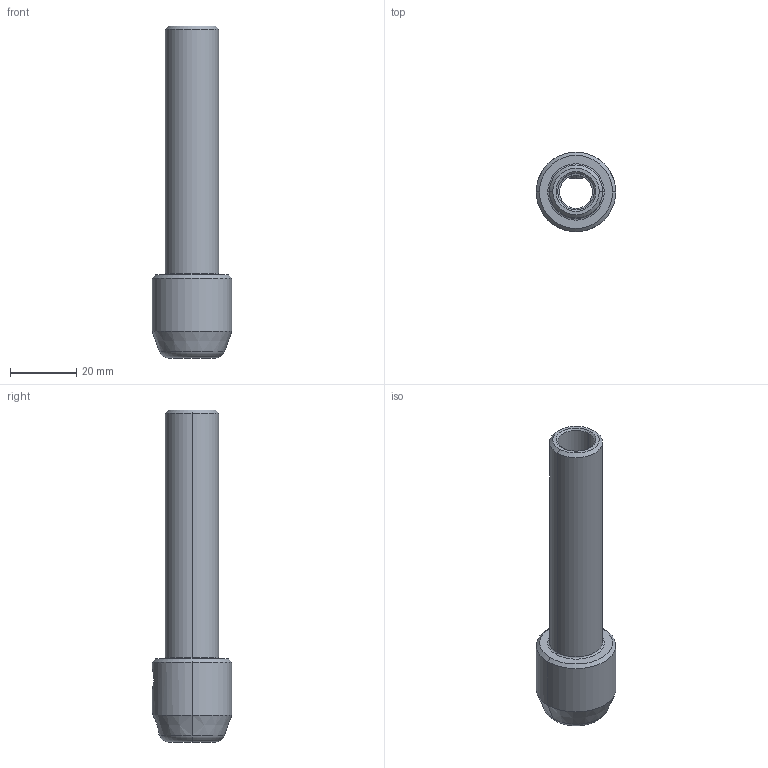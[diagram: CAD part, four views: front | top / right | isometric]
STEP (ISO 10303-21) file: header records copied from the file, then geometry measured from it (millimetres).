
FILE_DESCRIPTION(('no description'),'unknown implementation level');
FILE_NAME('232DAF94-A261-4E1C-8201-27AEAF1DFDFC_export.stp',' ',('CIMSOURCE GmbH'),('CADClick - KiM GmbH - www.kimweb.de'),'unknown preprocess','ACIS','unknown authorization');
FILE_SCHEMA(('automotive_design'));
Length unit declared in the file: millimetre
Products named in the file (3): 613.430 Kaiser RB 16_10 X 100|613.430 Kaiser RB 16_10 X 100_Standard;NONE; 613.430 Kaiser RB 16_10 X 100|690.489 Kaiser ETL M6 X 6D_Standard;NONE
Bounding box: 24 x 24 x 100 mm (x, y, z)
Volume: 16432.1 mm3; surface area: 9873.3 mm2
Topology: 3 solids, 3 shells, 85 faces, 189 edges, 108 vertices
Faces by surface type: plane 33, cone 28, cylinder 20, torus 4
Entity records: 4718 total; most frequent: CARTESIAN_POINT 630, DIRECTION 428, STYLED_ITEM 377, PRESENTATION_STYLE_ASSIGNMENT 377, COLOUR_RGB 377, ORIENTED_EDGE 362, EDGE_CURVE 181, CURVE_STYLE 181
